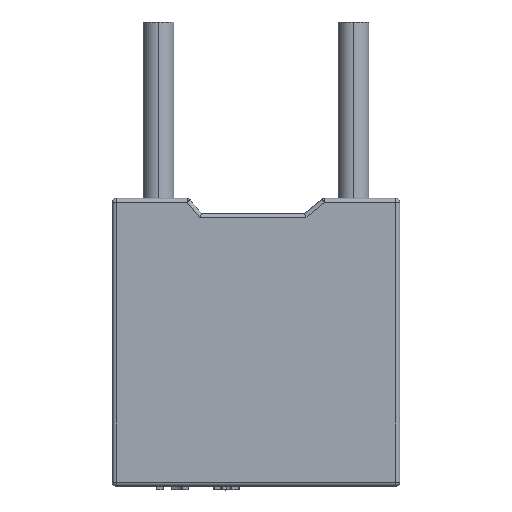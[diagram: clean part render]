
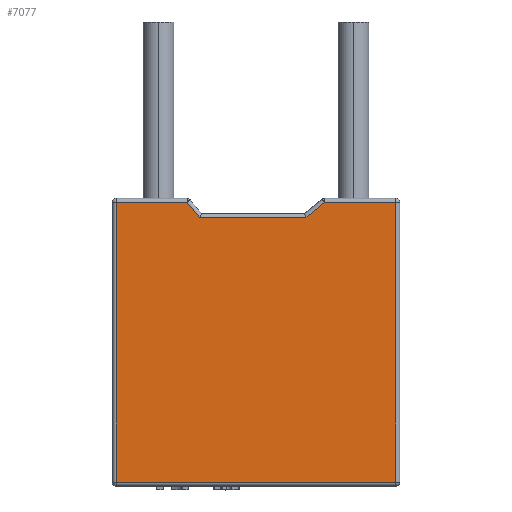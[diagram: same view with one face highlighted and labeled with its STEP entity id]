
A CAD part, top view. The second image highlights one B-rep face of the part: STEP entity #7077.
In plain terms, the highlighted planar face has unit normal (0, 0, 1).
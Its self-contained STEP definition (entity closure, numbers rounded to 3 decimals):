
#157 = CARTESIAN_POINT ( 'NONE',  ( 1.303, -0.5, 1.25 ) ) ;
#159 = CARTESIAN_POINT ( 'NONE',  ( 1.786, -0.1, 1.25 ) ) ;
#190 = CARTESIAN_POINT ( 'NONE',  ( -1.797, -0.1, 1.25 ) ) ;
#191 = CARTESIAN_POINT ( 'NONE',  ( -3.65, -0.1, 1.25 ) ) ;
#196 = CARTESIAN_POINT ( 'NONE',  ( 3.65, -7.4, 1.25 ) ) ;
#197 = CARTESIAN_POINT ( 'NONE',  ( 3.65, -0.1, 1.25 ) ) ;
#199 = CARTESIAN_POINT ( 'NONE',  ( -3.65, -7.4, 1.25 ) ) ;
#327 = FACE_OUTER_BOUND ( 'NONE', #6602, .T. ) ;
#329 = AXIS2_PLACEMENT_3D ( 'NONE', #384, #385, #386 ) ;
#383 = PLANE ( 'NONE',  #329 ) ;
#384 = CARTESIAN_POINT ( 'NONE',  ( -3.75, -7.5, 1.25 ) ) ;
#385 = DIRECTION ( 'NONE',  ( 0., 0., 1. ) ) ;
#386 = DIRECTION ( 'NONE',  ( 1., 0., 0. ) ) ;
#1865 = CARTESIAN_POINT ( 'NONE',  ( -1.466, -0.5, 1.25 ) ) ;
#6602 = EDGE_LOOP ( 'NONE', ( #6790, #6792, #6791, #6793, #6794, #6795, #6796, #6797 ) ) ;
#6790 = ORIENTED_EDGE ( 'NONE', *, *, #6892, .T. ) ;
#6791 = ORIENTED_EDGE ( 'NONE', *, *, #6893, .T. ) ;
#6792 = ORIENTED_EDGE ( 'NONE', *, *, #6891, .T. ) ;
#6793 = ORIENTED_EDGE ( 'NONE', *, *, #6894, .T. ) ;
#6794 = ORIENTED_EDGE ( 'NONE', *, *, #6895, .T. ) ;
#6795 = ORIENTED_EDGE ( 'NONE', *, *, #6896, .T. ) ;
#6796 = ORIENTED_EDGE ( 'NONE', *, *, #6897, .T. ) ;
#6797 = ORIENTED_EDGE ( 'NONE', *, *, #6898, .T. ) ;
#6891 = EDGE_CURVE ( 'NONE', #7045, #7053, #8689, .T. ) ;
#6892 = EDGE_CURVE ( 'NONE', #7044, #7045, #8692, .T. ) ;
#6893 = EDGE_CURVE ( 'NONE', #7053, #7050, #8695, .T. ) ;
#6894 = EDGE_CURVE ( 'NONE', #7050, #7051, #8698, .T. ) ;
#6895 = EDGE_CURVE ( 'NONE', #7051, #7013, #8701, .T. ) ;
#6896 = EDGE_CURVE ( 'NONE', #7013, #7011, #8704, .T. ) ;
#6897 = EDGE_CURVE ( 'NONE', #7011, #7174, #8707, .T. ) ;
#6898 = EDGE_CURVE ( 'NONE', #7174, #7044, #8710, .T. ) ;
#7011 = VERTEX_POINT ( 'NONE', #157 ) ;
#7013 = VERTEX_POINT ( 'NONE', #159 ) ;
#7044 = VERTEX_POINT ( 'NONE', #190 ) ;
#7045 = VERTEX_POINT ( 'NONE', #191 ) ;
#7050 = VERTEX_POINT ( 'NONE', #196 ) ;
#7051 = VERTEX_POINT ( 'NONE', #197 ) ;
#7053 = VERTEX_POINT ( 'NONE', #199 ) ;
#7077 = ADVANCED_FACE ( 'NONE', ( #327 ), #383, .T. ) ;
#7174 = VERTEX_POINT ( 'NONE', #1865 ) ;
#8689 = LINE ( 'NONE', #8690, #8823 ) ;
#8690 = CARTESIAN_POINT ( 'NONE',  ( -3.65, -7.5, 1.25 ) ) ;
#8691 = DIRECTION ( 'NONE',  ( 0., -1., 0. ) ) ;
#8692 = LINE ( 'NONE', #8693, #8824 ) ;
#8693 = CARTESIAN_POINT ( 'NONE',  ( -3.75, -0.1, 1.25 ) ) ;
#8694 = DIRECTION ( 'NONE',  ( -1., 0., 0. ) ) ;
#8695 = LINE ( 'NONE', #8696, #8825 ) ;
#8696 = CARTESIAN_POINT ( 'NONE',  ( -3.75, -7.4, 1.25 ) ) ;
#8697 = DIRECTION ( 'NONE',  ( 1., 0., 0. ) ) ;
#8698 = LINE ( 'NONE', #8699, #8826 ) ;
#8699 = CARTESIAN_POINT ( 'NONE',  ( 3.65, -7.5, 1.25 ) ) ;
#8700 = DIRECTION ( 'NONE',  ( 0., 1., 0. ) ) ;
#8701 = LINE ( 'NONE', #8702, #8827 ) ;
#8702 = CARTESIAN_POINT ( 'NONE',  ( 1.75, -0.1, 1.25 ) ) ;
#8703 = DIRECTION ( 'NONE',  ( -1., 0., 0. ) ) ;
#8704 = LINE ( 'NONE', #8705, #8828 ) ;
#8705 = CARTESIAN_POINT ( 'NONE',  ( 1.331, -0.477, 1.25 ) ) ;
#8706 = DIRECTION ( 'NONE',  ( -0.77, -0.638, 0. ) ) ;
#8707 = LINE ( 'NONE', #8708, #8829 ) ;
#8708 = CARTESIAN_POINT ( 'NONE',  ( -3.75, -0.5, 1.25 ) ) ;
#8709 = DIRECTION ( 'NONE',  ( -1., 0., 0. ) ) ;
#8710 = LINE ( 'NONE', #8711, #8830 ) ;
#8711 = CARTESIAN_POINT ( 'NONE',  ( -1.827, -0.064, 1.25 ) ) ;
#8712 = DIRECTION ( 'NONE',  ( -0.638, 0.77, 0. ) ) ;
#8823 = VECTOR ( 'NONE', #8691, 1000. ) ;
#8824 = VECTOR ( 'NONE', #8694, 1000. ) ;
#8825 = VECTOR ( 'NONE', #8697, 1000. ) ;
#8826 = VECTOR ( 'NONE', #8700, 1000. ) ;
#8827 = VECTOR ( 'NONE', #8703, 1000. ) ;
#8828 = VECTOR ( 'NONE', #8706, 1000. ) ;
#8829 = VECTOR ( 'NONE', #8709, 1000. ) ;
#8830 = VECTOR ( 'NONE', #8712, 1000. ) ;
